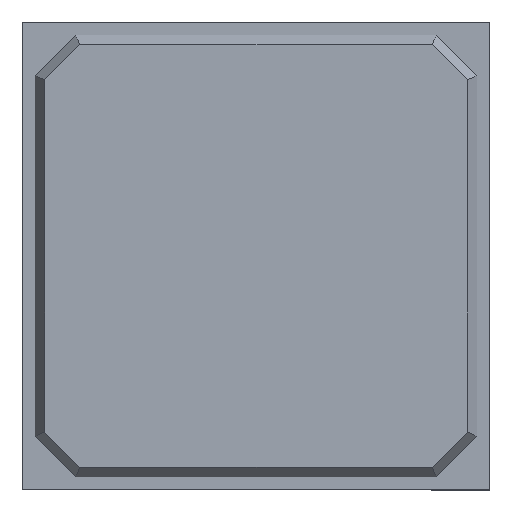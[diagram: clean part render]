
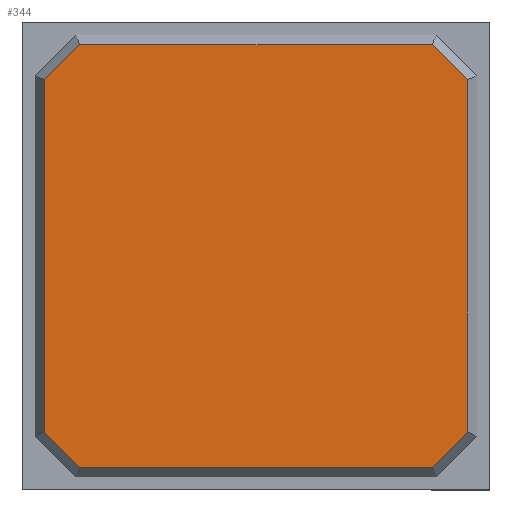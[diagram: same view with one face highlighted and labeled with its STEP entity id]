
A CAD part, top view. The second image highlights one B-rep face of the part: STEP entity #344.
In plain terms, the highlighted planar face has unit normal (0, 0, 1).
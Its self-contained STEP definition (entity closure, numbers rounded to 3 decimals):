
#80=CARTESIAN_POINT('',(10.388,-8.659,2.6));
#81=VERTEX_POINT('',#80);
#88=CARTESIAN_POINT('',(8.659,-10.388,2.6));
#89=VERTEX_POINT('',#88);
#90=CARTESIAN_POINT('',(10.388,-8.659,2.6));
#91=DIRECTION('',(-0.707,-0.707,0.0));
#92=VECTOR('',#91,2.446);
#93=LINE('',#90,#92);
#94=EDGE_CURVE('',#89,#81,#93,.F.);
#119=CARTESIAN_POINT('',(-8.659,-10.388,2.6));
#120=VERTEX_POINT('',#119);
#121=CARTESIAN_POINT('',(8.659,-10.388,2.6));
#122=DIRECTION('',(-1.0,0.0,0.0));
#123=VECTOR('',#122,17.317);
#124=LINE('',#121,#123);
#125=EDGE_CURVE('',#120,#89,#124,.F.);
#150=CARTESIAN_POINT('',(-10.388,-8.659,2.6));
#151=VERTEX_POINT('',#150);
#152=CARTESIAN_POINT('',(-8.659,-10.388,2.6));
#153=DIRECTION('',(-0.707,0.707,0.));
#154=VECTOR('',#153,2.446);
#155=LINE('',#152,#154);
#156=EDGE_CURVE('',#151,#120,#155,.F.);
#181=CARTESIAN_POINT('',(-10.388,8.659,2.6));
#182=VERTEX_POINT('',#181);
#183=CARTESIAN_POINT('',(-10.388,-8.659,2.6));
#184=DIRECTION('',(0.0,1.0,0.0));
#185=VECTOR('',#184,17.317);
#186=LINE('',#183,#185);
#187=EDGE_CURVE('',#182,#151,#186,.F.);
#212=CARTESIAN_POINT('',(-8.659,10.388,2.6));
#213=VERTEX_POINT('',#212);
#214=CARTESIAN_POINT('',(-10.388,8.659,2.6));
#215=DIRECTION('',(0.707,0.707,0.));
#216=VECTOR('',#215,2.446);
#217=LINE('',#214,#216);
#218=EDGE_CURVE('',#213,#182,#217,.F.);
#243=CARTESIAN_POINT('',(8.659,10.388,2.6));
#244=VERTEX_POINT('',#243);
#245=CARTESIAN_POINT('',(-8.659,10.388,2.6));
#246=DIRECTION('',(1.0,0.0,0.0));
#247=VECTOR('',#246,17.317);
#248=LINE('',#245,#247);
#249=EDGE_CURVE('',#244,#213,#248,.F.);
#274=CARTESIAN_POINT('',(10.388,8.659,2.6));
#275=VERTEX_POINT('',#274);
#276=CARTESIAN_POINT('',(8.659,10.388,2.6));
#277=DIRECTION('',(0.707,-0.707,0.));
#278=VECTOR('',#277,2.446);
#279=LINE('',#276,#278);
#280=EDGE_CURVE('',#275,#244,#279,.F.);
#303=CARTESIAN_POINT('',(10.388,8.659,2.6));
#304=DIRECTION('',(0.0,-1.0,0.0));
#305=VECTOR('',#304,17.317);
#306=LINE('',#303,#305);
#307=EDGE_CURVE('',#81,#275,#306,.F.);
#329=CARTESIAN_POINT('',(11.5,13.5,2.6));
#330=DIRECTION('',(0.0,0.0,-1.0));
#331=DIRECTION('',(0.0,-1.0,0.0));
#332=AXIS2_PLACEMENT_3D('',#329,#330,#331);
#333=PLANE('',#332);
#334=ORIENTED_EDGE('',*,*,#307,.T.);
#335=ORIENTED_EDGE('',*,*,#280,.T.);
#336=ORIENTED_EDGE('',*,*,#249,.T.);
#337=ORIENTED_EDGE('',*,*,#218,.T.);
#338=ORIENTED_EDGE('',*,*,#187,.T.);
#339=ORIENTED_EDGE('',*,*,#156,.T.);
#340=ORIENTED_EDGE('',*,*,#125,.T.);
#341=ORIENTED_EDGE('',*,*,#94,.T.);
#342=EDGE_LOOP('',(#334,#335,#336,#337,#338,#339,#340,#341));
#343=FACE_OUTER_BOUND('',#342,.T.);
#344=ADVANCED_FACE('',(#343),#333,.F.);
